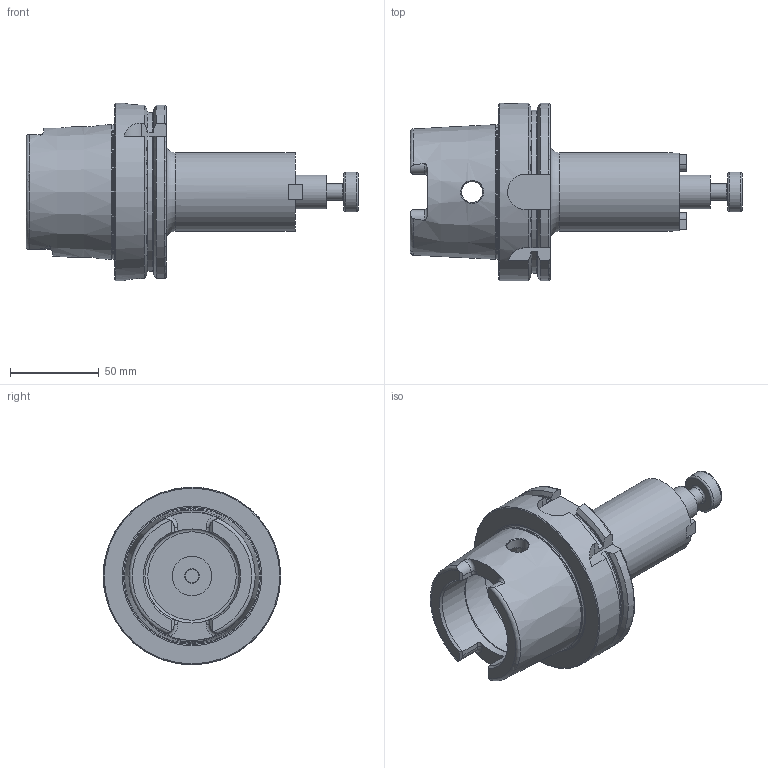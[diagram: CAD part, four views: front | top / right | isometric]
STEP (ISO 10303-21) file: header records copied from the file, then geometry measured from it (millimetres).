
FILE_DESCRIPTION(/* description */ ('','CAx-IF Rec.Pracs.---Representation and Presentation of Product Manufacturing Information (PMI)---4.0---2014-10-13'),/* implementation_level */ '2;1');
FILE_NAME(/* name */ 'ER101C.stp',/* time_stamp */ '2025-02-21T12:14:41+09:00',/* author */ ('eos'),/* organization */ (''),/* preprocessor_version */ 'ST-DEVELOPER v20',/* originating_system */ 'Autodesk Inventor 2025',/* authorisation */ '');
FILE_SCHEMA (('AP242_MANAGED_MODEL_BASED_3D_ENGINEERING_MIM_LF { 1 0 10303 442 1 1 4 }'));
Length unit declared in the file: inch
Products named in the file (5): LO-HSK100A-SMA16C-100; HSK63A; SMA0.75(19.05)E-DRIVE KEY-SECO; #7586; COLLAR BOLT-UNF3_8-24x24L
Assembly tree (4 placements, depth 2):
  LO-HSK100A-SMA16C-100
    HSK63A
    SMA0.75(19.05)E-DRIVE KEY-SECO  x2
    COLLAR BOLT-UNF3_8-24x24L
  #7586
Bounding box: 187.05 x 100 x 100 mm (x, y, z)
Volume: 371743.7 mm3; surface area: 67572 mm2
Topology: 6 solids, 6 shells, 202 faces, 512 edges, 332 vertices
Faces by surface type: plane 89, cylinder 55, torus 31, cone 25, bspline 2
Full cylindrical faces by diameter (mm): 2.487 x2, 2.5 x4, 3.175 x2, 3.3 x2, 5.207 x2, 5.5 x2, 7.938 x1, 8.382 x1, 9.525 x1, 10 x2, 12 x2, 19.05 x1, 22.376 x1, 22.4 x1, 25 x1, 44.45 x1, 53 x2, 63 x1, 75.415 x1, 100 x1
Entity records: 7556 total; most frequent: CARTESIAN_POINT 2241, DIRECTION 1085, ORIENTED_EDGE 900, EDGE_CURVE 450, AXIS2_PLACEMENT_3D 450, VERTEX_POINT 296, CIRCLE 212, STYLED_ITEM 208
